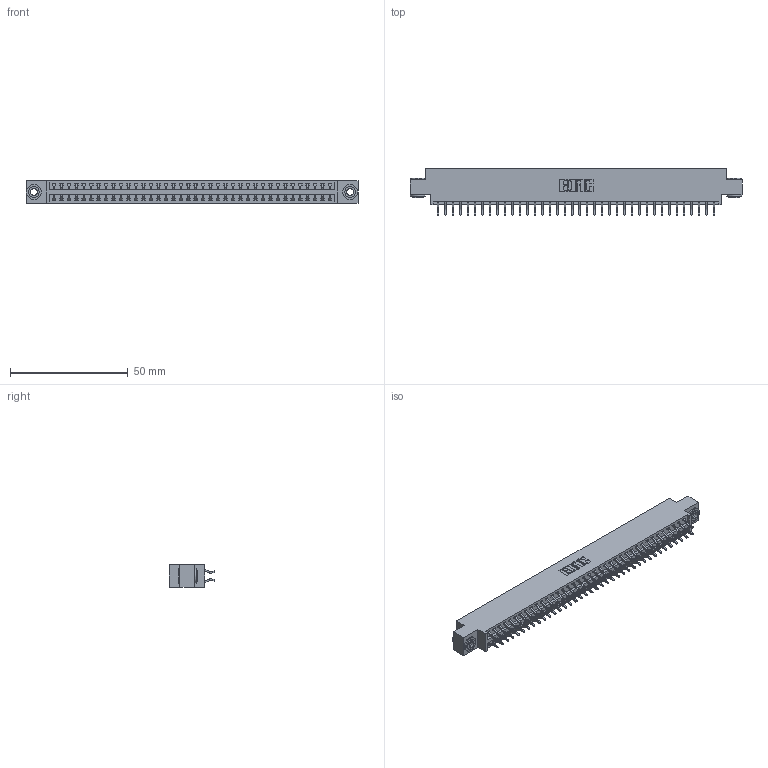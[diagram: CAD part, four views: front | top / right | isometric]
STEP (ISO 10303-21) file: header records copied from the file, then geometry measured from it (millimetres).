
FILE_DESCRIPTION (( 'STEP AP203' ), '1' );
FILE_NAME ('346-076-556-803.STEP', '2022-05-25T06:07:50', ( '' ), ( '' ), 'SwSTEP 2.0', 'SolidWorks 2020', '' );
FILE_SCHEMA (( 'CONFIG_CONTROL_DESIGN' ));
Length unit declared in the file: inch
Products named in the file (4): 345-292-001_556 Tail; 346-076-556-803; 346 Part_0.170 Offset - 0.156 Dia-TH; 345-250-002_345-250-002-102
Assembly tree (79 placements, depth 2):
  346-076-556-803
    346 Part_0.170 Offset - 0.156 Dia-TH
    345-292-001_556 Tail  x76
    345-250-002_345-250-002-102  x2
Bounding box: 141.22 x 19.57 x 9.4 mm (x, y, z)
Volume: 13583.7 mm3; surface area: 18966.6 mm2
Topology: 79 solids, 79 shells, 4586 faces, 13601 edges, 8962 vertices
Faces by surface type: plane 3068, cylinder 1510, cone 8
Entity records: 26756 total; most frequent: CARTESIAN_POINT 4413, ORIENTED_EDGE 4326, DIRECTION 3957, EDGE_CURVE 2163, VECTOR 1847, LINE 1847, VERTEX_POINT 1438, AXIS2_PLACEMENT_3D 1055
